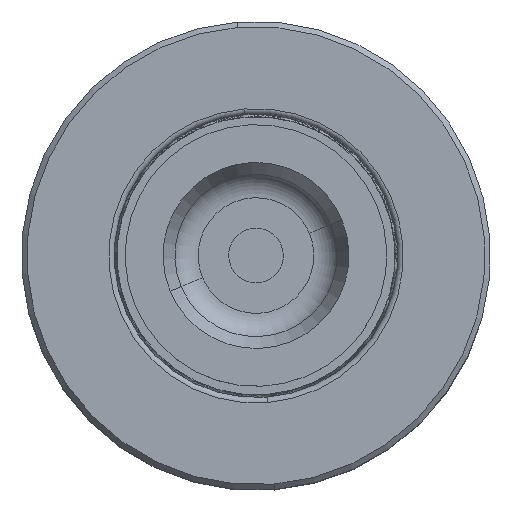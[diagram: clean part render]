
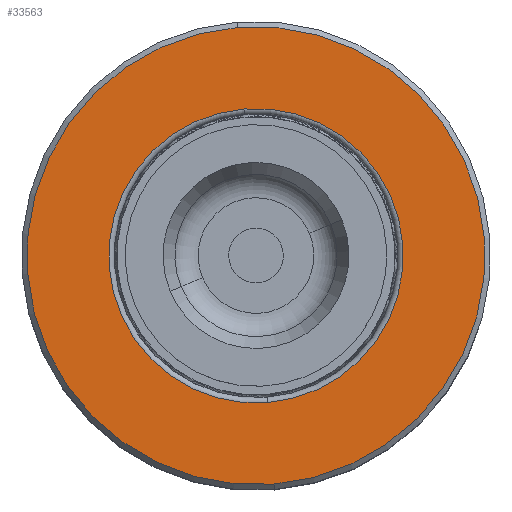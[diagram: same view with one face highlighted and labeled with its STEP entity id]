
A CAD part, top view. The second image highlights one B-rep face of the part: STEP entity #33563.
In plain terms, the highlighted face is planar.
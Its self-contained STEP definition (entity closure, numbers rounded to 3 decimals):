
#326 = ORIENTED_EDGE ( 'NONE', *, *, #37452, .F. ) ;
#2104 = DIRECTION ( 'NONE',  ( 0., -1., 0. ) ) ;
#2247 = DIRECTION ( 'NONE',  ( 0., 0., -1. ) ) ;
#2962 = CIRCLE ( 'NONE', #5586, 13.5 ) ;
#3435 = AXIS2_PLACEMENT_3D ( 'NONE', #27372, #14731, #2247 ) ;
#3661 = CARTESIAN_POINT ( 'NONE',  ( 0., 15.687, 13.5 ) ) ;
#5221 = EDGE_CURVE ( 'NONE', #40907, #11825, #2962, .T. ) ;
#5586 = AXIS2_PLACEMENT_3D ( 'NONE', #21072, #2104, #24286 ) ;
#7007 = CARTESIAN_POINT ( 'NONE',  ( 0., 15.687, 21. ) ) ;
#8985 = PLANE ( 'NONE',  #25441 ) ;
#9409 = CARTESIAN_POINT ( 'NONE',  ( 21., 15.687, 0. ) ) ;
#9705 = CIRCLE ( 'NONE', #13143, 21. ) ;
#10192 = CARTESIAN_POINT ( 'NONE',  ( 0., 15.687, 0. ) ) ;
#10494 = FACE_BOUND ( 'NONE', #14417, .T. ) ;
#11825 = VERTEX_POINT ( 'NONE', #3661 ) ;
#12259 = EDGE_LOOP ( 'NONE', ( #326, #21480 ) ) ;
#13143 = AXIS2_PLACEMENT_3D ( 'NONE', #10192, #35589, #29627 ) ;
#13901 = DIRECTION ( 'NONE',  ( 0., 0., -1. ) ) ;
#14417 = EDGE_LOOP ( 'NONE', ( #24657, #19287 ) ) ;
#14731 = DIRECTION ( 'NONE',  ( 0., -1., 0. ) ) ;
#15069 = EDGE_CURVE ( 'NONE', #36506, #29584, #9705, .T. ) ;
#16878 = EDGE_CURVE ( 'NONE', #11825, #40907, #20054, .T. ) ;
#19287 = ORIENTED_EDGE ( 'NONE', *, *, #16878, .T. ) ;
#20054 = CIRCLE ( 'NONE', #33387, 13.5 ) ;
#21072 = CARTESIAN_POINT ( 'NONE',  ( 0., 15.687, 0. ) ) ;
#21480 = ORIENTED_EDGE ( 'NONE', *, *, #15069, .F. ) ;
#22269 = CIRCLE ( 'NONE', #3435, 21. ) ;
#24286 = DIRECTION ( 'NONE',  ( 0., 0., -1. ) ) ;
#24657 = ORIENTED_EDGE ( 'NONE', *, *, #5221, .T. ) ;
#25441 = AXIS2_PLACEMENT_3D ( 'NONE', #9409, #28129, #31191 ) ;
#26374 = FACE_OUTER_BOUND ( 'NONE', #12259, .T. ) ;
#26803 = CARTESIAN_POINT ( 'NONE',  ( 0., 15.687, 0. ) ) ;
#27372 = CARTESIAN_POINT ( 'NONE',  ( 0., 15.687, 0. ) ) ;
#28129 = DIRECTION ( 'NONE',  ( 0., 1., 0. ) ) ;
#29584 = VERTEX_POINT ( 'NONE', #32738 ) ;
#29627 = DIRECTION ( 'NONE',  ( 0., 0., -1. ) ) ;
#30121 = DIRECTION ( 'NONE',  ( 0., -1., 0. ) ) ;
#31191 = DIRECTION ( 'NONE',  ( 0., 0., 1. ) ) ;
#32738 = CARTESIAN_POINT ( 'NONE',  ( 0., 15.687, -21. ) ) ;
#33387 = AXIS2_PLACEMENT_3D ( 'NONE', #26803, #30121, #13901 ) ;
#33563 = ADVANCED_FACE ( 'NONE', ( #10494, #26374 ), #8985, .T. ) ;
#35589 = DIRECTION ( 'NONE',  ( 0., -1., 0. ) ) ;
#36506 = VERTEX_POINT ( 'NONE', #7007 ) ;
#37452 = EDGE_CURVE ( 'NONE', #29584, #36506, #22269, .T. ) ;
#37657 = CARTESIAN_POINT ( 'NONE',  ( 0., 15.687, -13.5 ) ) ;
#40907 = VERTEX_POINT ( 'NONE', #37657 ) ;
